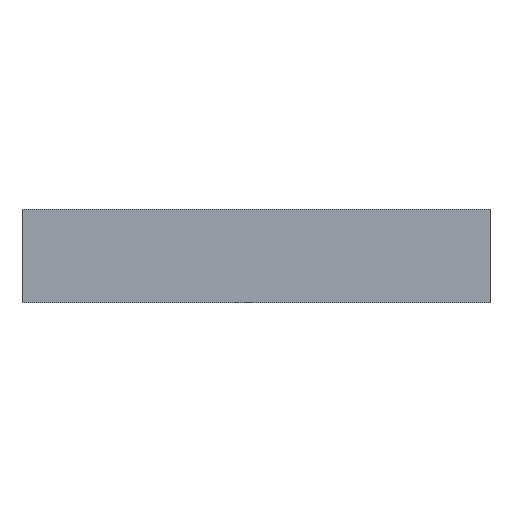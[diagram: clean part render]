
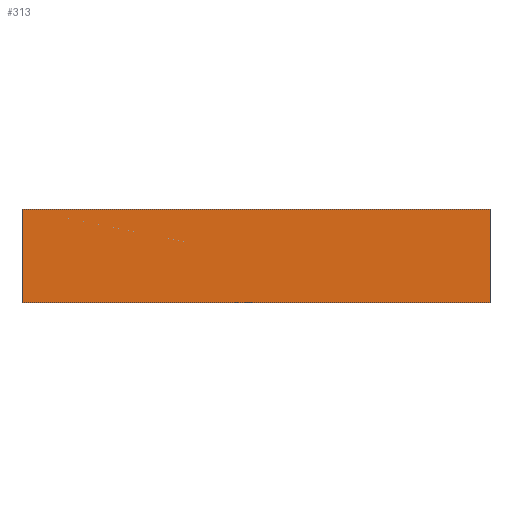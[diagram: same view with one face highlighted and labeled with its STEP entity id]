
A CAD part, left-side view. The second image highlights one B-rep face of the part: STEP entity #313.
In plain terms, the highlighted planar face has unit normal (-1, 0, 0).
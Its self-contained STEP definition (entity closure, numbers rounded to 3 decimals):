
#285 = ORIENTED_EDGE ( 'NONE', *, *, #309, .F. ) ;
#286 = VERTEX_POINT ( 'NONE', #1726 ) ;
#287 = EDGE_CURVE ( 'NONE', #286, #306, #1728, .T. ) ;
#289 = ORIENTED_EDGE ( 'NONE', *, *, #287, .F. ) ;
#290 = EDGE_CURVE ( 'NONE', #286, #307, #1582, .T. ) ;
#292 = ORIENTED_EDGE ( 'NONE', *, *, #290, .T. ) ;
#297 = EDGE_CURVE ( 'NONE', #307, #314, #1764, .T. ) ;
#301 = EDGE_LOOP ( 'NONE', ( #305, #285, #289, #292 ) ) ;
#305 = ORIENTED_EDGE ( 'NONE', *, *, #297, .T. ) ;
#306 = VERTEX_POINT ( 'NONE', #1611 ) ;
#307 = VERTEX_POINT ( 'NONE', #1610 ) ;
#309 = EDGE_CURVE ( 'NONE', #306, #314, #1604, .T. ) ;
#313 = ADVANCED_FACE ( 'NONE', ( #1616 ), #1606, .F. ) ;
#314 = VERTEX_POINT ( 'NONE', #1619 ) ;
#1561 = CARTESIAN_POINT ( 'NONE',  ( 0., 0., 0. ) ) ;
#1563 = VECTOR ( 'NONE', #1577, 1000. ) ;
#1566 = DIRECTION ( 'NONE',  ( 0., -1., 0. ) ) ;
#1567 = VECTOR ( 'NONE', #1566, 1000. ) ;
#1568 = CARTESIAN_POINT ( 'NONE',  ( 0., 0., 20. ) ) ;
#1577 = DIRECTION ( 'NONE',  ( 0., 0., -1. ) ) ;
#1581 = CARTESIAN_POINT ( 'NONE',  ( 0., 0., 20. ) ) ;
#1582 = LINE ( 'NONE', #1581, #1563 ) ;
#1597 = DIRECTION ( 'NONE',  ( 0., 1., 0. ) ) ;
#1598 = DIRECTION ( 'NONE',  ( 1., 0., 0. ) ) ;
#1601 = DIRECTION ( 'NONE',  ( 0., 0., -1. ) ) ;
#1602 = VECTOR ( 'NONE', #1601, 1000. ) ;
#1603 = CARTESIAN_POINT ( 'NONE',  ( 0., -100., 20. ) ) ;
#1604 = LINE ( 'NONE', #1603, #1602 ) ;
#1606 = PLANE ( 'NONE',  #1612 ) ;
#1609 = CARTESIAN_POINT ( 'NONE',  ( 0., 0., 20. ) ) ;
#1610 = CARTESIAN_POINT ( 'NONE',  ( 0., 0., 0. ) ) ;
#1611 = CARTESIAN_POINT ( 'NONE',  ( 0., -100., 20. ) ) ;
#1612 = AXIS2_PLACEMENT_3D ( 'NONE', #1609, #1598, #1597 ) ;
#1616 = FACE_OUTER_BOUND ( 'NONE', #301, .T. ) ;
#1619 = CARTESIAN_POINT ( 'NONE',  ( 0., -100., 0. ) ) ;
#1726 = CARTESIAN_POINT ( 'NONE',  ( 0., 0., 20. ) ) ;
#1728 = LINE ( 'NONE', #1568, #1567 ) ;
#1762 = DIRECTION ( 'NONE',  ( 0., -1., 0. ) ) ;
#1763 = VECTOR ( 'NONE', #1762, 1000. ) ;
#1764 = LINE ( 'NONE', #1561, #1763 ) ;
